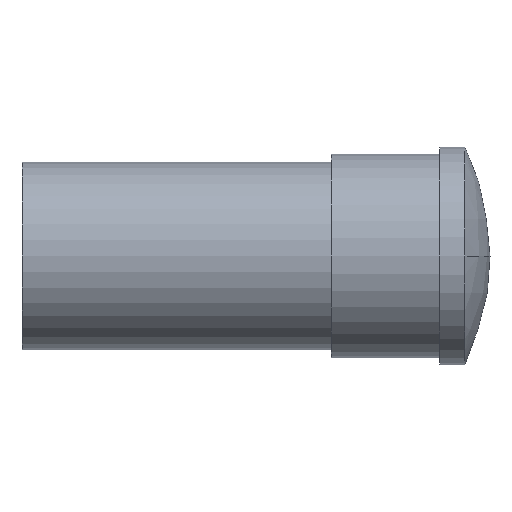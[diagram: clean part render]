
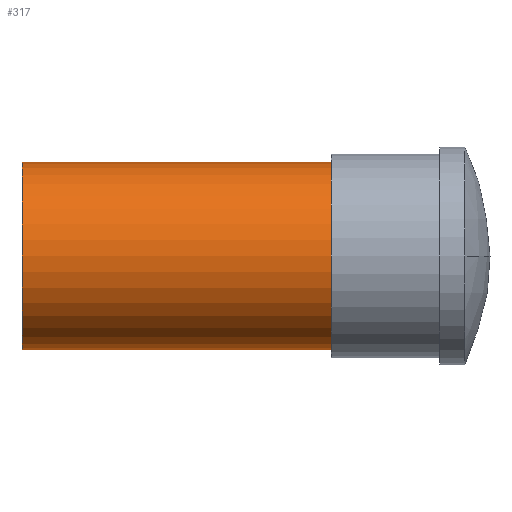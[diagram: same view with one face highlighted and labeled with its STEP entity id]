
A CAD part, front view. The second image highlights one B-rep face of the part: STEP entity #317.
In plain terms, the highlighted cylindrical face has radius 1.422 mm (diameter 2.845 mm), a partial arc.
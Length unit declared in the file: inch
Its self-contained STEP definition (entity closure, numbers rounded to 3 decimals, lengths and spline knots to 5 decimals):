
#9 = FACE_OUTER_BOUND ( 'NONE', #90, .T. ) ;
#36 = CARTESIAN_POINT ( 'NONE',  ( 0., 0., 0. ) ) ;
#39 = EDGE_CURVE ( 'NONE', #205, #158, #77, .T. ) ;
#44 = EDGE_CURVE ( 'NONE', #423, #351, #257, .T. ) ;
#53 = CARTESIAN_POINT ( 'NONE',  ( -0.065, 0., 0. ) ) ;
#77 = CIRCLE ( 'NONE', #206, 0.056 ) ;
#83 = EDGE_CURVE ( 'NONE', #158, #423, #246, .T. ) ;
#88 = CYLINDRICAL_SURFACE ( 'NONE', #241, 0.056 ) ;
#90 = EDGE_LOOP ( 'NONE', ( #375, #412, #225, #374 ) ) ;
#104 = LINE ( 'NONE', #271, #373 ) ;
#119 = CARTESIAN_POINT ( 'NONE',  ( 0., 0., -0.056 ) ) ;
#132 = DIRECTION ( 'NONE',  ( 0., 0., 1. ) ) ;
#156 = VECTOR ( 'NONE', #404, 39.37008 ) ;
#158 = VERTEX_POINT ( 'NONE', #359 ) ;
#202 = DIRECTION ( 'NONE',  ( 0., 0., 1. ) ) ;
#205 = VERTEX_POINT ( 'NONE', #256 ) ;
#206 = AXIS2_PLACEMENT_3D ( 'NONE', #53, #337, #132 ) ;
#220 = CARTESIAN_POINT ( 'NONE',  ( -0.25, 0., 0. ) ) ;
#225 = ORIENTED_EDGE ( 'NONE', *, *, #315, .T. ) ;
#241 = AXIS2_PLACEMENT_3D ( 'NONE', #36, #333, #202 ) ;
#246 = LINE ( 'NONE', #119, #156 ) ;
#256 = CARTESIAN_POINT ( 'NONE',  ( -0.065, 0., 0.056 ) ) ;
#257 = CIRCLE ( 'NONE', #439, 0.056 ) ;
#265 = CARTESIAN_POINT ( 'NONE',  ( -0.25, 0., -0.056 ) ) ;
#271 = CARTESIAN_POINT ( 'NONE',  ( 0., 0., 0.056 ) ) ;
#315 = EDGE_CURVE ( 'NONE', #205, #351, #104, .T. ) ;
#317 = ADVANCED_FACE ( 'NONE', ( #9 ), #88, .T. ) ;
#333 = DIRECTION ( 'NONE',  ( -1., 0., 0. ) ) ;
#337 = DIRECTION ( 'NONE',  ( 1., 0., 0. ) ) ;
#351 = VERTEX_POINT ( 'NONE', #360 ) ;
#359 = CARTESIAN_POINT ( 'NONE',  ( -0.065, 0., -0.056 ) ) ;
#360 = CARTESIAN_POINT ( 'NONE',  ( -0.25, 0., 0.056 ) ) ;
#373 = VECTOR ( 'NONE', #438, 39.37008 ) ;
#374 = ORIENTED_EDGE ( 'NONE', *, *, #44, .F. ) ;
#375 = ORIENTED_EDGE ( 'NONE', *, *, #83, .F. ) ;
#397 = DIRECTION ( 'NONE',  ( 0., 0., 1. ) ) ;
#404 = DIRECTION ( 'NONE',  ( -1., 0., 0. ) ) ;
#412 = ORIENTED_EDGE ( 'NONE', *, *, #39, .F. ) ;
#423 = VERTEX_POINT ( 'NONE', #265 ) ;
#426 = DIRECTION ( 'NONE',  ( -1., 0., 0. ) ) ;
#438 = DIRECTION ( 'NONE',  ( -1., 0., 0. ) ) ;
#439 = AXIS2_PLACEMENT_3D ( 'NONE', #220, #426, #397 ) ;
